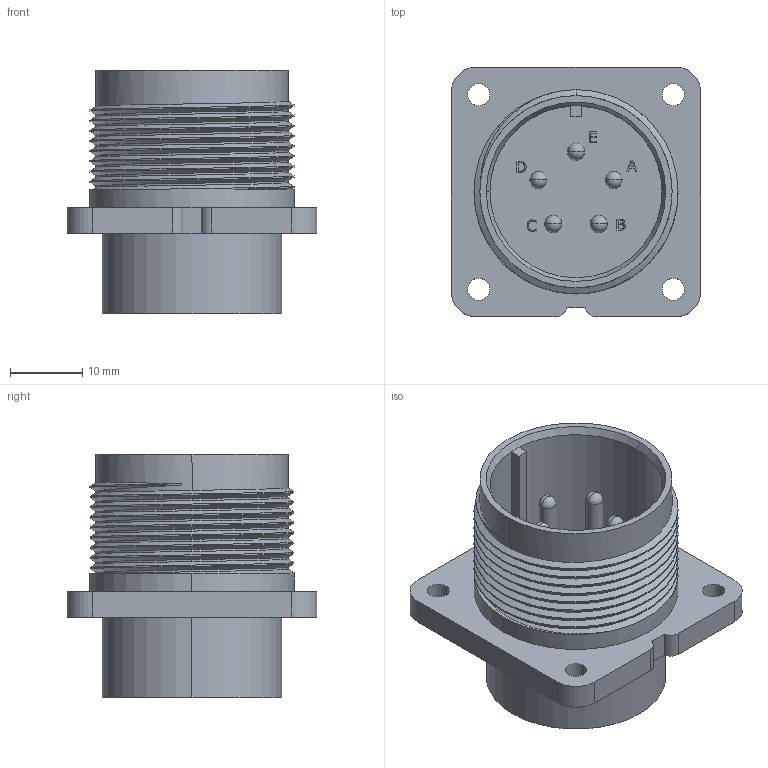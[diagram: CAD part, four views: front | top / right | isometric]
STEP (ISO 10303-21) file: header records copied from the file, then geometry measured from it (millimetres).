
FILE_DESCRIPTION (( 'STEP AP203' ), '1' );
FILE_NAME ('CXC3102A1811P.STEP', '2012-09-10T16:06:44', ( '21FPBF1' ), ( 'Conxall' ), 'SwSTEP 2.0', 'SolidWorks 2011', '' );
FILE_SCHEMA (( 'CONFIG_CONTROL_DESIGN' ));
Length unit declared in the file: inch
Products named in the file (1): CXC3102A1811P
Bounding box: 34.67 x 34.67 x 33.78 mm (x, y, z)
Volume: 10509.4 mm3; surface area: 8766.6 mm2
Topology: 1 solids, 1 shells, 346 faces, 923 edges, 605 vertices
Faces by surface type: plane 157, bspline 87, cylinder 83, torus 10, sphere 7, cone 2
Entity records: 14790 total; most frequent: CARTESIAN_POINT 6857, ORIENTED_EDGE 1816, DIRECTION 1300, EDGE_CURVE 908, VERTEX_POINT 602, VECTOR 542, LINE 542, EDGE_LOOP 392
